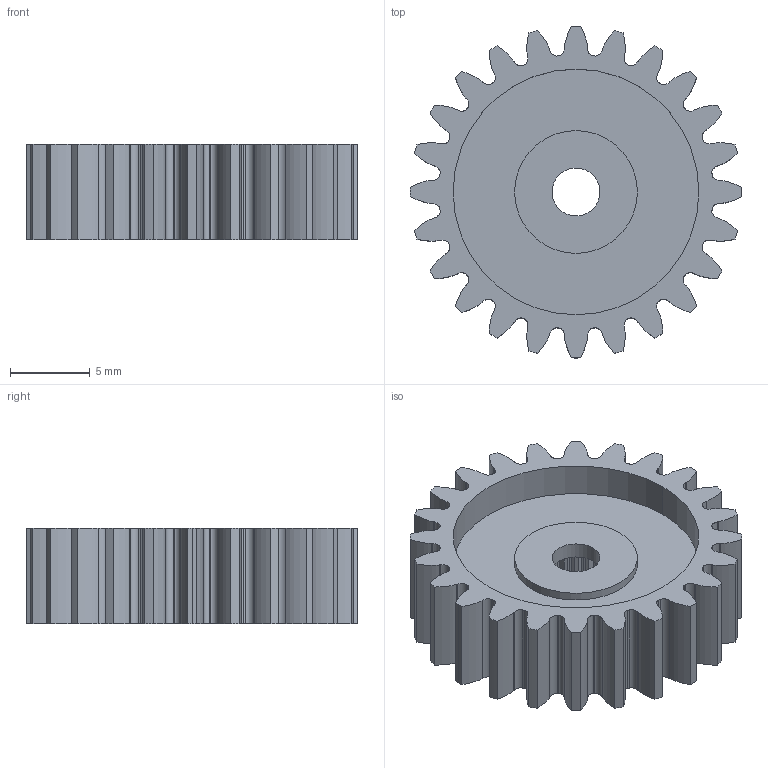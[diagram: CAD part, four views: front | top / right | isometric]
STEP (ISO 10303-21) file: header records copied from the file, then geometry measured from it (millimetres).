
FILE_DESCRIPTION (( 'STEP AP203' ), '1' );
FILE_NAME ('2305-0025-0024.STEP', '2017-04-27T19:08:20', ( '' ), ( '' ), 'SwSTEP 2.0', 'SolidWorks 2016', '' );
FILE_SCHEMA (( 'CONFIG_CONTROL_DESIGN' ));
Length unit declared in the file: millimetre
Products named in the file (1): 2305-0025-0024
Bounding box: 20.8 x 20.8 x 6 mm (x, y, z)
Volume: 949.8 mm3; surface area: 1664 mm2
Topology: 1 solids, 1 shells, 313 faces, 915 edges, 610 vertices
Faces by surface type: cylinder 111, plane 106, bspline 96
Entity records: 13716 total; most frequent: CARTESIAN_POINT 5775, ORIENTED_EDGE 1830, DIRECTION 1381, EDGE_CURVE 915, VERTEX_POINT 610, VECTOR 501, LINE 501, AXIS2_PLACEMENT_3D 440
